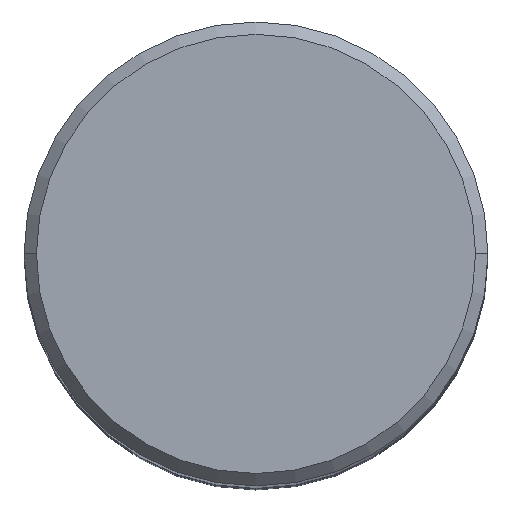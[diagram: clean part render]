
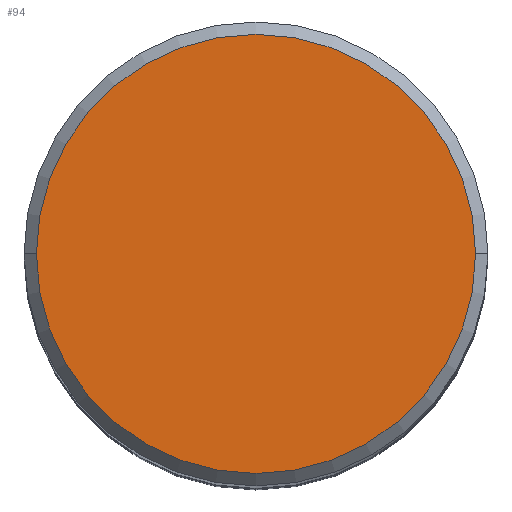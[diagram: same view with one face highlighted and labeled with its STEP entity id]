
A CAD part, top view. The second image highlights one B-rep face of the part: STEP entity #94.
In plain terms, the highlighted planar face has unit normal (0, 0, 1).
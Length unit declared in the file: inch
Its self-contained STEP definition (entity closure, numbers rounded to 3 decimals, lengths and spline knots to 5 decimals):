
#2 = CARTESIAN_POINT ( 'NONE',  ( 0., 0.355, 0. ) ) ;
#17 = PLANE ( 'NONE',  #662 ) ;
#39 = ORIENTED_EDGE ( 'NONE', *, *, #147, .T. ) ;
#60 = DIRECTION ( 'NONE',  ( 1., 0., 0. ) ) ;
#94 = ADVANCED_FACE ( 'NONE', ( #652 ), #17, .F. ) ;
#114 = CARTESIAN_POINT ( 'NONE',  ( 0., 0., 0. ) ) ;
#128 = CARTESIAN_POINT ( 'NONE',  ( 0., 0., 0. ) ) ;
#147 = EDGE_CURVE ( 'NONE', #368, #410, #715, .T. ) ;
#186 = DIRECTION ( 'NONE',  ( -1., 0., 0. ) ) ;
#195 = ORIENTED_EDGE ( 'NONE', *, *, #707, .T. ) ;
#225 = DIRECTION ( 'NONE',  ( 0., 0., 1. ) ) ;
#306 = DIRECTION ( 'NONE',  ( 1., 0., 0. ) ) ;
#307 = EDGE_LOOP ( 'NONE', ( #195, #39 ) ) ;
#327 = DIRECTION ( 'NONE',  ( 0., 0., -1. ) ) ;
#357 = CARTESIAN_POINT ( 'NONE',  ( -0.355, 0., 0. ) ) ;
#363 = AXIS2_PLACEMENT_3D ( 'NONE', #128, #383, #60 ) ;
#368 = VERTEX_POINT ( 'NONE', #493 ) ;
#383 = DIRECTION ( 'NONE',  ( 0., 0., 1. ) ) ;
#410 = VERTEX_POINT ( 'NONE', #357 ) ;
#493 = CARTESIAN_POINT ( 'NONE',  ( 0.355, 0., 0. ) ) ;
#611 = CIRCLE ( 'NONE', #761, 0.355 ) ;
#652 = FACE_OUTER_BOUND ( 'NONE', #307, .T. ) ;
#662 = AXIS2_PLACEMENT_3D ( 'NONE', #2, #327, #186 ) ;
#707 = EDGE_CURVE ( 'NONE', #410, #368, #611, .T. ) ;
#715 = CIRCLE ( 'NONE', #363, 0.355 ) ;
#761 = AXIS2_PLACEMENT_3D ( 'NONE', #114, #225, #306 ) ;
